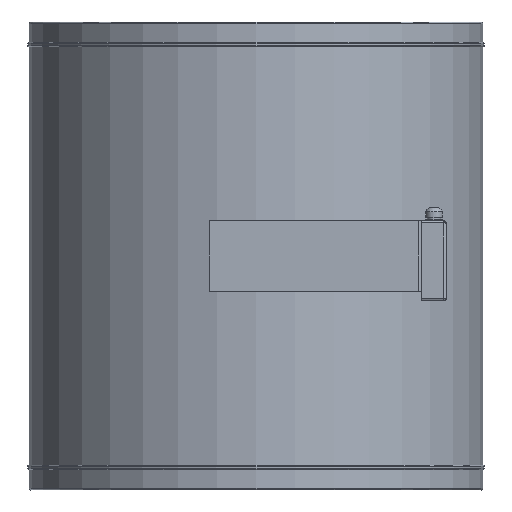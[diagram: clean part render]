
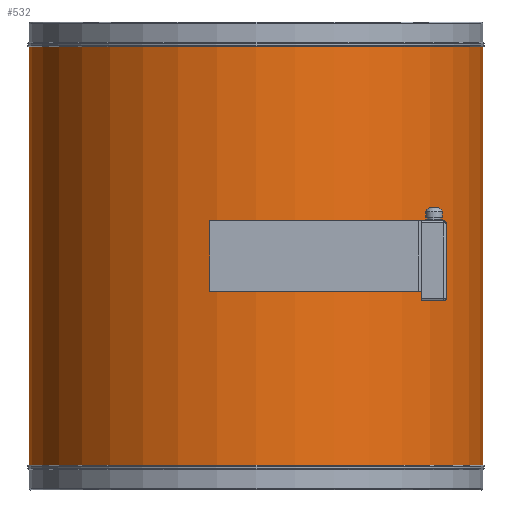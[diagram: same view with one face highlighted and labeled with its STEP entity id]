
A CAD part, front view. The second image highlights one B-rep face of the part: STEP entity #532.
In plain terms, the highlighted cylindrical face has radius 356 mm (diameter 712 mm), a partial arc.
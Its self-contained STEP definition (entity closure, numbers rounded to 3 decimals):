
#33 = EDGE_CURVE ( 'NONE', #67, #2170, #2245, .T. ) ;
#37 = VERTEX_POINT ( 'NONE', #2236 ) ;
#65 = VERTEX_POINT ( 'NONE', #2289 ) ;
#67 = VERTEX_POINT ( 'NONE', #2287 ) ;
#78 = EDGE_CURVE ( 'NONE', #37, #65, #2327, .T. ) ;
#532 = ADVANCED_FACE ( 'NONE', ( #3192 ), #3187, .T. ) ;
#533 = EDGE_LOOP ( 'NONE', ( #534, #535, #536, #537 ) ) ;
#534 = ORIENTED_EDGE ( 'NONE', *, *, #33, .F. ) ;
#535 = ORIENTED_EDGE ( 'NONE', *, *, #554, .T. ) ;
#536 = ORIENTED_EDGE ( 'NONE', *, *, #78, .T. ) ;
#537 = ORIENTED_EDGE ( 'NONE', *, *, #538, .F. ) ;
#538 = EDGE_CURVE ( 'NONE', #2170, #65, #3186, .T. ) ;
#554 = EDGE_CURVE ( 'NONE', #67, #37, #3227, .T. ) ;
#2170 = VERTEX_POINT ( 'NONE', #6181 ) ;
#2236 = CARTESIAN_POINT ( 'NONE',  ( 356., 0., -694. ) ) ;
#2242 = DIRECTION ( 'NONE',  ( 0., 0., 1. ) ) ;
#2243 = VECTOR ( 'NONE', #2242, 1000. ) ;
#2244 = CARTESIAN_POINT ( 'NONE',  ( -356., 0., 0. ) ) ;
#2245 = LINE ( 'NONE', #2244, #2243 ) ;
#2287 = CARTESIAN_POINT ( 'NONE',  ( -356., 0., -694. ) ) ;
#2289 = CARTESIAN_POINT ( 'NONE',  ( 356., 0., -38. ) ) ;
#2324 = DIRECTION ( 'NONE',  ( 0., 0., 1. ) ) ;
#2325 = VECTOR ( 'NONE', #2324, 1000. ) ;
#2326 = CARTESIAN_POINT ( 'NONE',  ( 356., 0., 0. ) ) ;
#2327 = LINE ( 'NONE', #2326, #2325 ) ;
#3178 = DIRECTION ( 'NONE',  ( 1., 0., 0. ) ) ;
#3179 = DIRECTION ( 'NONE',  ( 0., 0., 1. ) ) ;
#3180 = CARTESIAN_POINT ( 'NONE',  ( 0., 0., -38. ) ) ;
#3181 = AXIS2_PLACEMENT_3D ( 'NONE', #3180, #3179, #3178 ) ;
#3182 = DIRECTION ( 'NONE',  ( 1., 0., 0. ) ) ;
#3183 = DIRECTION ( 'NONE',  ( 0., 0., 1. ) ) ;
#3184 = CARTESIAN_POINT ( 'NONE',  ( 0., 0., 0. ) ) ;
#3185 = AXIS2_PLACEMENT_3D ( 'NONE', #3184, #3183, #3182 ) ;
#3186 = CIRCLE ( 'NONE', #3181, 356. ) ;
#3187 = CYLINDRICAL_SURFACE ( 'NONE', #3185, 356. ) ;
#3192 = FACE_OUTER_BOUND ( 'NONE', #533, .T. ) ;
#3218 = DIRECTION ( 'NONE',  ( 1., 0., 0. ) ) ;
#3219 = DIRECTION ( 'NONE',  ( 0., 0., 1. ) ) ;
#3220 = CARTESIAN_POINT ( 'NONE',  ( 0., 0., -694. ) ) ;
#3221 = AXIS2_PLACEMENT_3D ( 'NONE', #3220, #3219, #3218 ) ;
#3227 = CIRCLE ( 'NONE', #3221, 356. ) ;
#6181 = CARTESIAN_POINT ( 'NONE',  ( -356., 0., -38. ) ) ;
